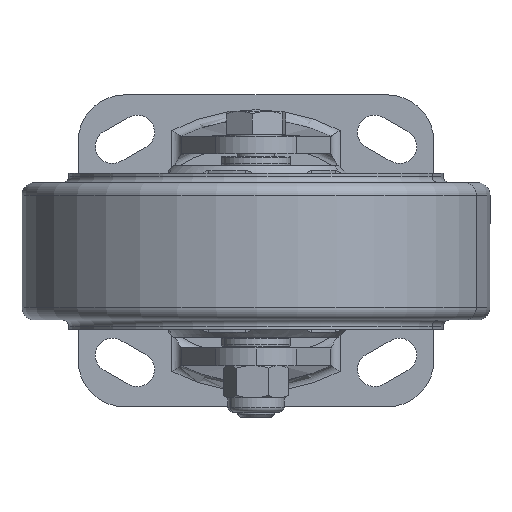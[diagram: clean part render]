
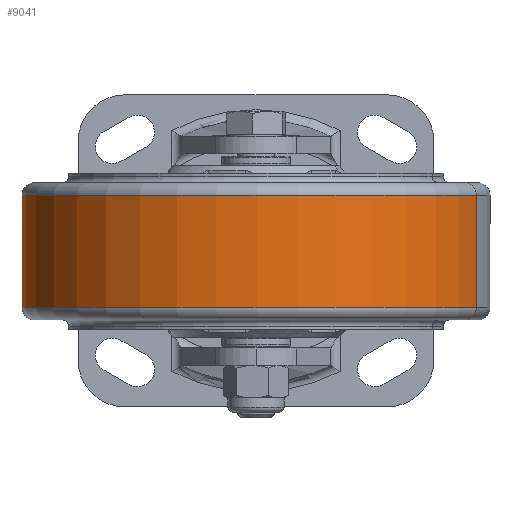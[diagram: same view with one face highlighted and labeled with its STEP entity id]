
A CAD part, front view. The second image highlights one B-rep face of the part: STEP entity #9041.
In plain terms, the highlighted cylindrical face has radius 75 mm (diameter 150 mm), a partial arc.
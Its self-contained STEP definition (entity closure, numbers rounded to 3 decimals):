
#558 = CIRCLE ( 'NONE', #563, 75. ) ;
#563 = AXIS2_PLACEMENT_3D ( 'NONE', #2126, #9626, #6663 ) ;
#1100 = AXIS2_PLACEMENT_3D ( 'NONE', #13863, #4645, #15516 ) ;
#1341 = DIRECTION ( 'NONE',  ( 0., 0., -1. ) ) ;
#1642 = VERTEX_POINT ( 'NONE', #19324 ) ;
#2126 = CARTESIAN_POINT ( 'NONE',  ( -57., -115., 17.863 ) ) ;
#2409 = AXIS2_PLACEMENT_3D ( 'NONE', #10143, #9183, #17312 ) ;
#3905 = CARTESIAN_POINT ( 'NONE',  ( -127.59, -89.662, -62.472 ) ) ;
#4645 = DIRECTION ( 'NONE',  ( 0., 0., -1. ) ) ;
#5106 = ORIENTED_EDGE ( 'NONE', *, *, #16395, .F. ) ;
#6180 = CARTESIAN_POINT ( 'NONE',  ( 13.59, -140.338, 17.863 ) ) ;
#6528 = EDGE_CURVE ( 'NONE', #1642, #16586, #15755, .T. ) ;
#6663 = DIRECTION ( 'NONE',  ( -0.941, 0.338, 0. ) ) ;
#6850 = CARTESIAN_POINT ( 'NONE',  ( 13.59, -140.338, -18.137 ) ) ;
#7408 = ORIENTED_EDGE ( 'NONE', *, *, #14452, .T. ) ;
#7462 = FACE_OUTER_BOUND ( 'NONE', #10816, .T. ) ;
#9041 = ADVANCED_FACE ( 'NONE', ( #7462 ), #19092, .T. ) ;
#9183 = DIRECTION ( 'NONE',  ( 0., 0., 1. ) ) ;
#9626 = DIRECTION ( 'NONE',  ( 0., 0., -1. ) ) ;
#10143 = CARTESIAN_POINT ( 'NONE',  ( -57., -115., -18.137 ) ) ;
#10639 = VECTOR ( 'NONE', #16279, 1000. ) ;
#10816 = EDGE_LOOP ( 'NONE', ( #5106, #7408, #12821, #15276 ) ) ;
#11047 = VERTEX_POINT ( 'NONE', #17356 ) ;
#11394 = VERTEX_POINT ( 'NONE', #6180 ) ;
#12821 = ORIENTED_EDGE ( 'NONE', *, *, #19788, .T. ) ;
#13863 = CARTESIAN_POINT ( 'NONE',  ( -57., -115., -62.472 ) ) ;
#14452 = EDGE_CURVE ( 'NONE', #11394, #11047, #558, .T. ) ;
#14605 = VECTOR ( 'NONE', #1341, 1000. ) ;
#15082 = LINE ( 'NONE', #15428, #14605 ) ;
#15276 = ORIENTED_EDGE ( 'NONE', *, *, #6528, .T. ) ;
#15428 = CARTESIAN_POINT ( 'NONE',  ( 13.59, -140.338, -62.472 ) ) ;
#15516 = DIRECTION ( 'NONE',  ( -0.941, 0.338, 0. ) ) ;
#15755 = CIRCLE ( 'NONE', #2409, 75. ) ;
#16279 = DIRECTION ( 'NONE',  ( 0., 0., -1. ) ) ;
#16395 = EDGE_CURVE ( 'NONE', #11394, #16586, #15082, .T. ) ;
#16586 = VERTEX_POINT ( 'NONE', #6850 ) ;
#17312 = DIRECTION ( 'NONE',  ( -0.941, 0.338, 0. ) ) ;
#17356 = CARTESIAN_POINT ( 'NONE',  ( -127.59, -89.662, 17.863 ) ) ;
#17444 = LINE ( 'NONE', #3905, #10639 ) ;
#19092 = CYLINDRICAL_SURFACE ( 'NONE', #1100, 75. ) ;
#19324 = CARTESIAN_POINT ( 'NONE',  ( -127.59, -89.662, -18.137 ) ) ;
#19788 = EDGE_CURVE ( 'NONE', #11047, #1642, #17444, .T. ) ;
